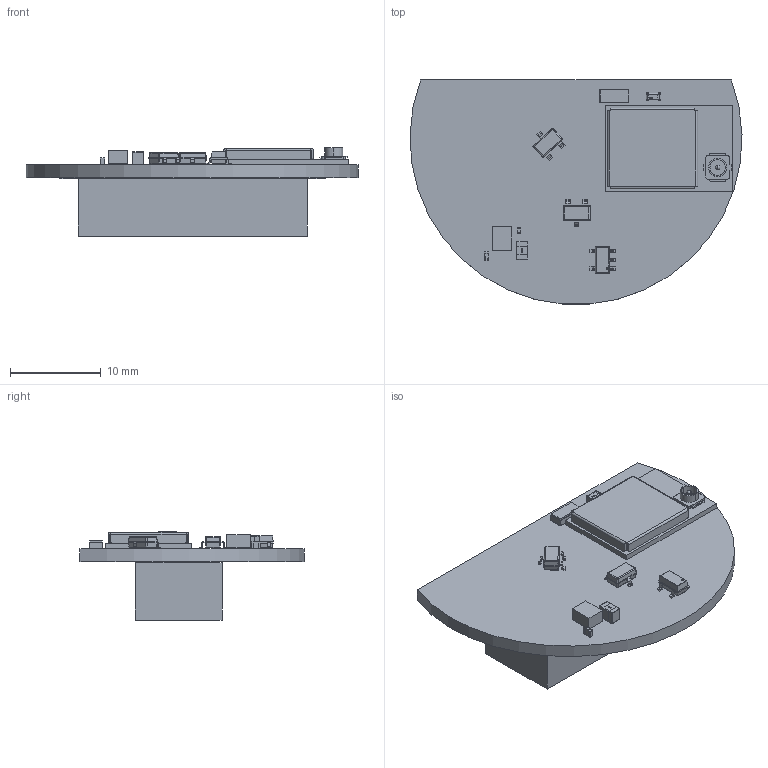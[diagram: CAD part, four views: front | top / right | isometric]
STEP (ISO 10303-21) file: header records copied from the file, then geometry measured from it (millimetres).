
FILE_DESCRIPTION(('Open CASCADE Model'),'2;1');
FILE_NAME('Open CASCADE Shape Model','2025-06-27T21:33:50',('Author'),( 'Open CASCADE'),'Open CASCADE STEP processor 7.5','Open CASCADE 7.5' ,'Unknown');
FILE_SCHEMA(('AUTOMOTIVE_DESIGN { 1 0 10303 214 1 1 1 1 }'));
Length unit declared in the file: millimetre
Products named in the file (53): PCB; Board; Open CASCADE STEP translator 7.5 3.1.1; IC1; 6615385168; Body; PinsArrayL; PinsArrayR; U2; 6615386208; Pins; U4; 6615383328; Open CASCADE STEP translator 7.5 1.1.1; Leader; U3; 6615387328; Y1; 6615383568; solidBody; solidTop; solidLead; M1; AN54L15Q-U-20250207_RGB8421504; U1; 6615385488; R1; 6765519408; Extruded; 6765519488; L2; Ind_TDK_MLZ1608A1R0WT000_eec; 1; 2; TDK Logo; C2; Cap_Murata_GRM158C80G226ME01J_eec; Terminals; Center; Murata ...
Assembly tree (58 placements, depth 5):
  PCB
    Board
      Open CASCADE STEP translator 7.5 3.1.1
    IC1
      6615385168
        Body
        PinsArrayL
        PinsArrayR
    U2
      6615386208
        Body
        Pins
    U4
      6615383328
        Body
          Open CASCADE STEP translator 7.5 1.1.1
        Leader  x3
    U3
      6615387328
        Body
          Open CASCADE STEP translator 7.5 1.1.1
        Leader  x3
    Y1
      6615383568
        solidBody
        solidTop
        solidLead
    M1
      AN54L15Q-U-20250207_RGB8421504
    U1
      6615385488
        Body
        Pins
    R1
      6765519408  x2
        Extruded
      6765519488
        Extruded
    L2
      Ind_TDK_MLZ1608A1R0WT000_eec
        1
        2
        TDK Logo
    C2
      Cap_Murata_GRM158C80G226ME01J_eec
        Terminals
        Center
        Murata
    C1
      Cap_TDK_C2012X7R1E474K125AA_eec
        body
        side  x2
        TDK Logo
Bounding box: 36.59 x 24.69 x 9.72 mm (x, y, z)
Volume: 2752.2 mm3; surface area: 3348.3 mm2
Topology: 74 solids, 74 shells, 1308 faces, 3029 edges, 1895 vertices
Faces by surface type: plane 876, cylinder 342, sphere 50, bspline 40
Full cylindrical faces by diameter (mm): 0.2 x1
Entity records: 38144 total; most frequent: CARTESIAN_POINT 7870, DIRECTION 5675, ORIENTED_EDGE 5574, EDGE_CURVE 2787, LINE 2117, VECTOR 2117, AXIS2_PLACEMENT_3D 1779, VERTEX_POINT 1771
